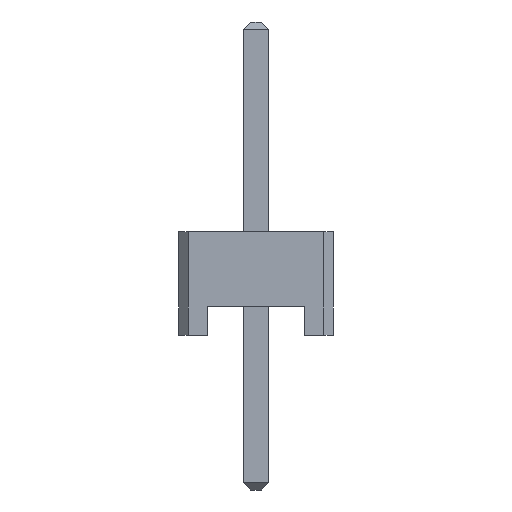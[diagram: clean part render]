
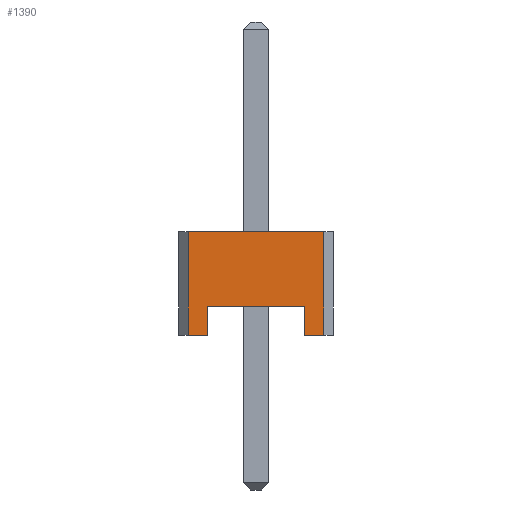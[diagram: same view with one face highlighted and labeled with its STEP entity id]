
A CAD part, left-side view. The second image highlights one B-rep face of the part: STEP entity #1390.
In plain terms, the highlighted planar face has unit normal (-1, 0, 0).
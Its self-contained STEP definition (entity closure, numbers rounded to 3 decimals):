
#117 = DIRECTION ( 'NONE',  ( -1., 0., 0. ) ) ;
#173 = EDGE_CURVE ( 'NONE', #1954, #1527, #3761, .T. ) ;
#187 = VERTEX_POINT ( 'NONE', #2584 ) ;
#190 = CARTESIAN_POINT ( 'NONE',  ( -1.905, 5.73, 0. ) ) ;
#232 = DIRECTION ( 'NONE',  ( 0., 0., -1. ) ) ;
#242 = CARTESIAN_POINT ( 'NONE',  ( -1.905, 0.75, 0.2 ) ) ;
#250 = CARTESIAN_POINT ( 'NONE',  ( -1.905, 0.75, 0.45 ) ) ;
#341 = CARTESIAN_POINT ( 'NONE',  ( -1.905, -1.05, 1.6 ) ) ;
#354 = VECTOR ( 'NONE', #766, 1000. ) ;
#394 = CARTESIAN_POINT ( 'NONE',  ( -1.905, 1.05, 1.6 ) ) ;
#507 = VECTOR ( 'NONE', #756, 1000. ) ;
#610 = CARTESIAN_POINT ( 'NONE',  ( -1.905, -0.75, 0.2 ) ) ;
#692 = EDGE_CURVE ( 'NONE', #187, #708, #3888, .T. ) ;
#699 = VERTEX_POINT ( 'NONE', #250 ) ;
#708 = VERTEX_POINT ( 'NONE', #1814 ) ;
#756 = DIRECTION ( 'NONE',  ( 0., 0., -1. ) ) ;
#766 = DIRECTION ( 'NONE',  ( 0., 0., 1. ) ) ;
#794 = LINE ( 'NONE', #1684, #1119 ) ;
#817 = VECTOR ( 'NONE', #3025, 1000. ) ;
#839 = LINE ( 'NONE', #190, #2289 ) ;
#893 = VERTEX_POINT ( 'NONE', #2825 ) ;
#1036 = CARTESIAN_POINT ( 'NONE',  ( -1.905, 5.73, 1.6 ) ) ;
#1049 = ORIENTED_EDGE ( 'NONE', *, *, #2599, .T. ) ;
#1119 = VECTOR ( 'NONE', #2251, 1000. ) ;
#1174 = CARTESIAN_POINT ( 'NONE',  ( -1.905, -1.05, 1.6 ) ) ;
#1192 = LINE ( 'NONE', #1530, #817 ) ;
#1218 = ORIENTED_EDGE ( 'NONE', *, *, #692, .F. ) ;
#1220 = EDGE_CURVE ( 'NONE', #1296, #1403, #1731, .T. ) ;
#1296 = VERTEX_POINT ( 'NONE', #341 ) ;
#1390 = ADVANCED_FACE ( 'NONE', ( #2185 ), #2167, .T. ) ;
#1403 = VERTEX_POINT ( 'NONE', #1656 ) ;
#1446 = DIRECTION ( 'NONE',  ( 0., 0., 1. ) ) ;
#1527 = VERTEX_POINT ( 'NONE', #2071 ) ;
#1530 = CARTESIAN_POINT ( 'NONE',  ( -1.905, 5.73, 1.6 ) ) ;
#1544 = VECTOR ( 'NONE', #2368, 1000. ) ;
#1624 = EDGE_CURVE ( 'NONE', #699, #708, #794, .T. ) ;
#1656 = CARTESIAN_POINT ( 'NONE',  ( -1.905, -1.05, 0. ) ) ;
#1667 = ORIENTED_EDGE ( 'NONE', *, *, #2062, .F. ) ;
#1674 = CARTESIAN_POINT ( 'NONE',  ( -1.905, 1.05, 1.6 ) ) ;
#1684 = CARTESIAN_POINT ( 'NONE',  ( -1.905, 0., 0.45 ) ) ;
#1689 = DIRECTION ( 'NONE',  ( 0., -1., 0. ) ) ;
#1731 = LINE ( 'NONE', #1174, #3306 ) ;
#1814 = CARTESIAN_POINT ( 'NONE',  ( -1.905, -0.75, 0.45 ) ) ;
#1819 = LINE ( 'NONE', #3299, #1544 ) ;
#1954 = VERTEX_POINT ( 'NONE', #1674 ) ;
#1972 = ORIENTED_EDGE ( 'NONE', *, *, #1624, .T. ) ;
#1993 = ORIENTED_EDGE ( 'NONE', *, *, #3771, .F. ) ;
#2018 = DIRECTION ( 'NONE',  ( 0., 1., 0. ) ) ;
#2062 = EDGE_CURVE ( 'NONE', #893, #1527, #1819, .T. ) ;
#2071 = CARTESIAN_POINT ( 'NONE',  ( -1.905, 1.05, 0. ) ) ;
#2167 = PLANE ( 'NONE',  #3680 ) ;
#2185 = FACE_OUTER_BOUND ( 'NONE', #3064, .T. ) ;
#2210 = ORIENTED_EDGE ( 'NONE', *, *, #173, .T. ) ;
#2251 = DIRECTION ( 'NONE',  ( 0., -1., 0. ) ) ;
#2289 = VECTOR ( 'NONE', #2018, 1000. ) ;
#2368 = DIRECTION ( 'NONE',  ( 0., 1., 0. ) ) ;
#2584 = CARTESIAN_POINT ( 'NONE',  ( -1.905, -0.75, 0. ) ) ;
#2599 = EDGE_CURVE ( 'NONE', #1296, #1954, #1192, .T. ) ;
#2710 = ORIENTED_EDGE ( 'NONE', *, *, #1220, .F. ) ;
#2824 = EDGE_CURVE ( 'NONE', #893, #699, #2966, .T. ) ;
#2825 = CARTESIAN_POINT ( 'NONE',  ( -1.905, 0.75, 0. ) ) ;
#2966 = LINE ( 'NONE', #242, #354 ) ;
#3025 = DIRECTION ( 'NONE',  ( 0., 1., 0. ) ) ;
#3064 = EDGE_LOOP ( 'NONE', ( #1667, #3502, #1972, #1218, #1993, #2710, #1049, #2210 ) ) ;
#3299 = CARTESIAN_POINT ( 'NONE',  ( -1.905, 5.73, 0. ) ) ;
#3306 = VECTOR ( 'NONE', #232, 1000. ) ;
#3349 = VECTOR ( 'NONE', #1446, 1000. ) ;
#3502 = ORIENTED_EDGE ( 'NONE', *, *, #2824, .T. ) ;
#3680 = AXIS2_PLACEMENT_3D ( 'NONE', #1036, #117, #1689 ) ;
#3761 = LINE ( 'NONE', #394, #507 ) ;
#3771 = EDGE_CURVE ( 'NONE', #1403, #187, #839, .T. ) ;
#3888 = LINE ( 'NONE', #610, #3349 ) ;
